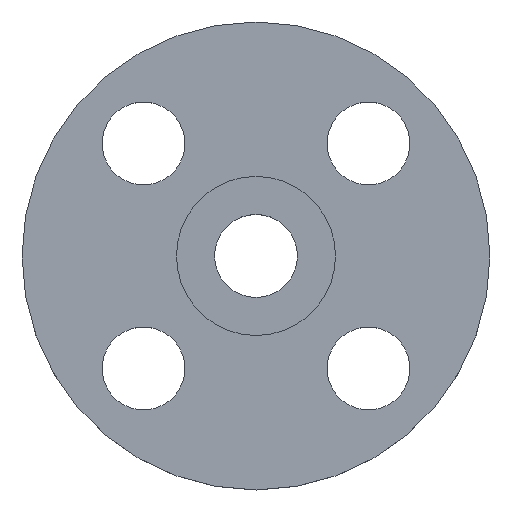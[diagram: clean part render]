
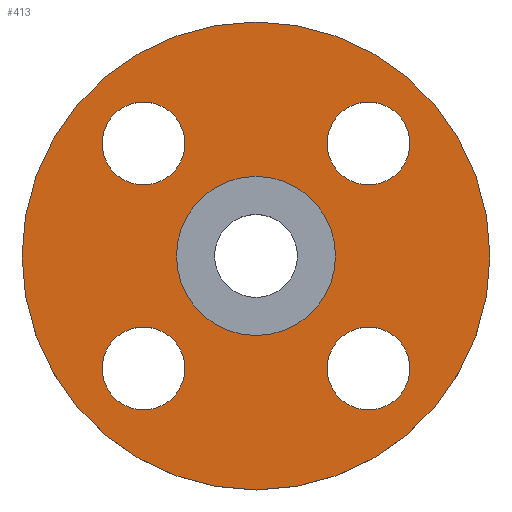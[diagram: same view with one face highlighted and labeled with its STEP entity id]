
A CAD part, top view. The second image highlights one B-rep face of the part: STEP entity #413.
In plain terms, the highlighted planar face has unit normal (0, 0, 1).
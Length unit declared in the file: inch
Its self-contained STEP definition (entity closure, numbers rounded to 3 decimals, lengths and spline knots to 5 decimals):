
#15 = CIRCLE ( 'NONE', #517, 0.31 ) ;
#26 = AXIS2_PLACEMENT_3D ( 'NONE', #381, #273, #575 ) ;
#52 = EDGE_LOOP ( 'NONE', ( #201, #323 ) ) ;
#56 = CARTESIAN_POINT ( 'NONE',  ( 0.84146, -1.15146, -0.0625 ) ) ;
#59 = CARTESIAN_POINT ( 'NONE',  ( 0., 0., -0.0625 ) ) ;
#69 = CARTESIAN_POINT ( 'NONE',  ( -0.53146, -0.84146, -0.0625 ) ) ;
#70 = CIRCLE ( 'NONE', #371, 0.595 ) ;
#73 = EDGE_CURVE ( 'NONE', #130, #734, #244, .T. ) ;
#81 = CARTESIAN_POINT ( 'NONE',  ( -1.75, 0., -0.0625 ) ) ;
#88 = EDGE_LOOP ( 'NONE', ( #411, #153 ) ) ;
#96 = CIRCLE ( 'NONE', #375, 0.595 ) ;
#109 = DIRECTION ( 'NONE',  ( 0., 0., 1. ) ) ;
#110 = AXIS2_PLACEMENT_3D ( 'NONE', #59, #117, #554 ) ;
#114 = DIRECTION ( 'NONE',  ( 0., 1., 0. ) ) ;
#117 = DIRECTION ( 'NONE',  ( 0., 0., 1. ) ) ;
#122 = VERTEX_POINT ( 'NONE', #772 ) ;
#126 = DIRECTION ( 'NONE',  ( 1., 0., 0. ) ) ;
#127 = VERTEX_POINT ( 'NONE', #220 ) ;
#130 = VERTEX_POINT ( 'NONE', #642 ) ;
#147 = FACE_BOUND ( 'NONE', #773, .T. ) ;
#153 = ORIENTED_EDGE ( 'NONE', *, *, #248, .F. ) ;
#154 = EDGE_CURVE ( 'NONE', #122, #345, #334, .T. ) ;
#155 = CARTESIAN_POINT ( 'NONE',  ( 0.84146, -0.53146, -0.0625 ) ) ;
#171 = CARTESIAN_POINT ( 'NONE',  ( -0.595, 0., -0.0625 ) ) ;
#172 = VERTEX_POINT ( 'NONE', #355 ) ;
#180 = VERTEX_POINT ( 'NONE', #676 ) ;
#182 = DIRECTION ( 'NONE',  ( 0., 0., -1. ) ) ;
#183 = DIRECTION ( 'NONE',  ( -1., 0., 0. ) ) ;
#186 = EDGE_CURVE ( 'NONE', #474, #701, #741, .T. ) ;
#188 = DIRECTION ( 'NONE',  ( 0., -1., 0. ) ) ;
#191 = AXIS2_PLACEMENT_3D ( 'NONE', #524, #284, #527 ) ;
#192 = AXIS2_PLACEMENT_3D ( 'NONE', #306, #441, #183 ) ;
#195 = ORIENTED_EDGE ( 'NONE', *, *, #559, .F. ) ;
#201 = ORIENTED_EDGE ( 'NONE', *, *, #242, .F. ) ;
#220 = CARTESIAN_POINT ( 'NONE',  ( 1.75, 0., -0.0625 ) ) ;
#242 = EDGE_CURVE ( 'NONE', #701, #474, #538, .T. ) ;
#244 = CIRCLE ( 'NONE', #686, 0.31 ) ;
#246 = DIRECTION ( 'NONE',  ( 0., 0., 1. ) ) ;
#248 = EDGE_CURVE ( 'NONE', #345, #122, #267, .T. ) ;
#250 = ORIENTED_EDGE ( 'NONE', *, *, #471, .F. ) ;
#252 = EDGE_CURVE ( 'NONE', #172, #449, #618, .T. ) ;
#263 = VERTEX_POINT ( 'NONE', #171 ) ;
#267 = CIRCLE ( 'NONE', #192, 0.31 ) ;
#273 = DIRECTION ( 'NONE',  ( 0., 0., 1. ) ) ;
#282 = ORIENTED_EDGE ( 'NONE', *, *, #622, .T. ) ;
#284 = DIRECTION ( 'NONE',  ( 0., 0., 1. ) ) ;
#292 = DIRECTION ( 'NONE',  ( 0., 0., 1. ) ) ;
#306 = CARTESIAN_POINT ( 'NONE',  ( -0.84146, -0.84146, -0.0625 ) ) ;
#313 = CARTESIAN_POINT ( 'NONE',  ( 0., 0., -0.0625 ) ) ;
#314 = CARTESIAN_POINT ( 'NONE',  ( -0.84146, 0.53146, -0.0625 ) ) ;
#315 = ORIENTED_EDGE ( 'NONE', *, *, #73, .F. ) ;
#316 = DIRECTION ( 'NONE',  ( 1., 0., 0. ) ) ;
#319 = FACE_BOUND ( 'NONE', #88, .T. ) ;
#323 = ORIENTED_EDGE ( 'NONE', *, *, #186, .F. ) ;
#329 = AXIS2_PLACEMENT_3D ( 'NONE', #421, #109, #601 ) ;
#330 = EDGE_CURVE ( 'NONE', #180, #263, #96, .T. ) ;
#333 = FACE_OUTER_BOUND ( 'NONE', #605, .T. ) ;
#334 = CIRCLE ( 'NONE', #191, 0.31 ) ;
#338 = FACE_BOUND ( 'NONE', #444, .T. ) ;
#342 = DIRECTION ( 'NONE',  ( 1., 0., 0. ) ) ;
#345 = VERTEX_POINT ( 'NONE', #69 ) ;
#349 = EDGE_LOOP ( 'NONE', ( #647, #666 ) ) ;
#355 = CARTESIAN_POINT ( 'NONE',  ( -0.84146, 1.15146, -0.0625 ) ) ;
#358 = ORIENTED_EDGE ( 'NONE', *, *, #252, .F. ) ;
#365 = CARTESIAN_POINT ( 'NONE',  ( 0.84146, -0.84146, -0.0625 ) ) ;
#368 = CARTESIAN_POINT ( 'NONE',  ( 0.84146, -0.84146, -0.0625 ) ) ;
#371 = AXIS2_PLACEMENT_3D ( 'NONE', #313, #182, #316 ) ;
#375 = AXIS2_PLACEMENT_3D ( 'NONE', #497, #578, #126 ) ;
#377 = AXIS2_PLACEMENT_3D ( 'NONE', #436, #779, #477 ) ;
#381 = CARTESIAN_POINT ( 'NONE',  ( 0., 0., -0.0625 ) ) ;
#395 = VERTEX_POINT ( 'NONE', #81 ) ;
#399 = AXIS2_PLACEMENT_3D ( 'NONE', #368, #246, #188 ) ;
#404 = CARTESIAN_POINT ( 'NONE',  ( 0., 0., -0.0625 ) ) ;
#411 = ORIENTED_EDGE ( 'NONE', *, *, #154, .F. ) ;
#413 = ADVANCED_FACE ( 'NONE', ( #680, #319, #338, #147, #641, #333 ), #460, .T. ) ;
#418 = DIRECTION ( 'NONE',  ( 1., 0., 0. ) ) ;
#421 = CARTESIAN_POINT ( 'NONE',  ( 0.84146, 0.84146, -0.0625 ) ) ;
#430 = EDGE_CURVE ( 'NONE', #127, #395, #481, .T. ) ;
#436 = CARTESIAN_POINT ( 'NONE',  ( -0.84146, 0.84146, -0.0625 ) ) ;
#441 = DIRECTION ( 'NONE',  ( 0., 0., 1. ) ) ;
#444 = EDGE_LOOP ( 'NONE', ( #358, #250 ) ) ;
#449 = VERTEX_POINT ( 'NONE', #314 ) ;
#460 = PLANE ( 'NONE',  #26 ) ;
#471 = EDGE_CURVE ( 'NONE', #449, #172, #15, .T. ) ;
#474 = VERTEX_POINT ( 'NONE', #155 ) ;
#477 = DIRECTION ( 'NONE',  ( 0., 1., 0. ) ) ;
#481 = CIRCLE ( 'NONE', #516, 1.75 ) ;
#497 = CARTESIAN_POINT ( 'NONE',  ( 0., 0., -0.0625 ) ) ;
#499 = CARTESIAN_POINT ( 'NONE',  ( 1.15146, 0.84146, -0.0625 ) ) ;
#516 = AXIS2_PLACEMENT_3D ( 'NONE', #404, #645, #342 ) ;
#517 = AXIS2_PLACEMENT_3D ( 'NONE', #593, #292, #114 ) ;
#524 = CARTESIAN_POINT ( 'NONE',  ( -0.84146, -0.84146, -0.0625 ) ) ;
#527 = DIRECTION ( 'NONE',  ( -1., 0., 0. ) ) ;
#531 = CARTESIAN_POINT ( 'NONE',  ( 0.84146, 0.84146, -0.0625 ) ) ;
#538 = CIRCLE ( 'NONE', #399, 0.31 ) ;
#554 = DIRECTION ( 'NONE',  ( 1., 0., 0. ) ) ;
#559 = EDGE_CURVE ( 'NONE', #734, #130, #625, .T. ) ;
#568 = CIRCLE ( 'NONE', #110, 1.75 ) ;
#575 = DIRECTION ( 'NONE',  ( 1., 0., 0. ) ) ;
#578 = DIRECTION ( 'NONE',  ( 0., 0., -1. ) ) ;
#593 = CARTESIAN_POINT ( 'NONE',  ( -0.84146, 0.84146, -0.0625 ) ) ;
#596 = DIRECTION ( 'NONE',  ( 0., -1., 0. ) ) ;
#601 = DIRECTION ( 'NONE',  ( 1., 0., 0. ) ) ;
#605 = EDGE_LOOP ( 'NONE', ( #745, #282 ) ) ;
#607 = DIRECTION ( 'NONE',  ( 0., 0., 1. ) ) ;
#618 = CIRCLE ( 'NONE', #377, 0.31 ) ;
#622 = EDGE_CURVE ( 'NONE', #395, #127, #568, .T. ) ;
#625 = CIRCLE ( 'NONE', #329, 0.31 ) ;
#629 = AXIS2_PLACEMENT_3D ( 'NONE', #365, #607, #596 ) ;
#641 = FACE_BOUND ( 'NONE', #349, .T. ) ;
#642 = CARTESIAN_POINT ( 'NONE',  ( 0.53146, 0.84146, -0.0625 ) ) ;
#645 = DIRECTION ( 'NONE',  ( 0., 0., 1. ) ) ;
#647 = ORIENTED_EDGE ( 'NONE', *, *, #330, .T. ) ;
#666 = ORIENTED_EDGE ( 'NONE', *, *, #691, .T. ) ;
#676 = CARTESIAN_POINT ( 'NONE',  ( 0.595, 0., -0.0625 ) ) ;
#680 = FACE_BOUND ( 'NONE', #52, .T. ) ;
#686 = AXIS2_PLACEMENT_3D ( 'NONE', #531, #712, #418 ) ;
#691 = EDGE_CURVE ( 'NONE', #263, #180, #70, .T. ) ;
#701 = VERTEX_POINT ( 'NONE', #56 ) ;
#712 = DIRECTION ( 'NONE',  ( 0., 0., 1. ) ) ;
#734 = VERTEX_POINT ( 'NONE', #499 ) ;
#741 = CIRCLE ( 'NONE', #629, 0.31 ) ;
#745 = ORIENTED_EDGE ( 'NONE', *, *, #430, .T. ) ;
#772 = CARTESIAN_POINT ( 'NONE',  ( -1.15146, -0.84146, -0.0625 ) ) ;
#773 = EDGE_LOOP ( 'NONE', ( #195, #315 ) ) ;
#779 = DIRECTION ( 'NONE',  ( 0., 0., 1. ) ) ;
